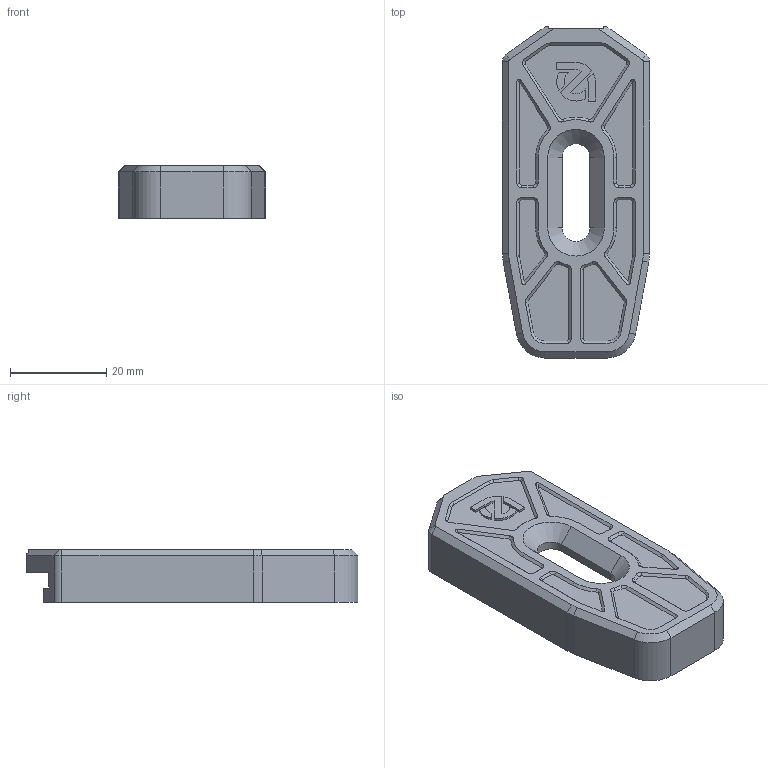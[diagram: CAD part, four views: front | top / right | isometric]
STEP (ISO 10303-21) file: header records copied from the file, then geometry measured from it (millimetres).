
FILE_DESCRIPTION(('HOOPS Exchange Step'),'2;1');
FILE_NAME('temp_export','2024-10-07T15:46:59+09:00',('mobile'),('Shapr3D Limited'),'HOOPS Exchange 2024.2','Shapr3D','Authorized');
FILE_SCHEMA( ('AP242_MANAGED_MODEL_BASED_3D_ENGINEERING_MIM_LF {1 0 10303 442 1 1 4 }') );
Length unit declared in the file: millimetre
Products named in the file (1): root
Bounding box: 30.55 x 68.95 x 11 mm (x, y, z)
Volume: 9947.1 mm3; surface area: 7075.4 mm2
Topology: 1 solids, 1 shells, 166 faces, 444 edges, 287 vertices
Faces by surface type: plane 87, cone 54, cylinder 25
Full cylindrical faces by diameter (mm): 17 x1
Entity records: 5199 total; most frequent: DIRECTION 923, CARTESIAN_POINT 895, ORIENTED_EDGE 880, EDGE_CURVE 440, AXIS2_PLACEMENT_3D 315, VECTOR 293, LINE 293, VERTEX_POINT 287
